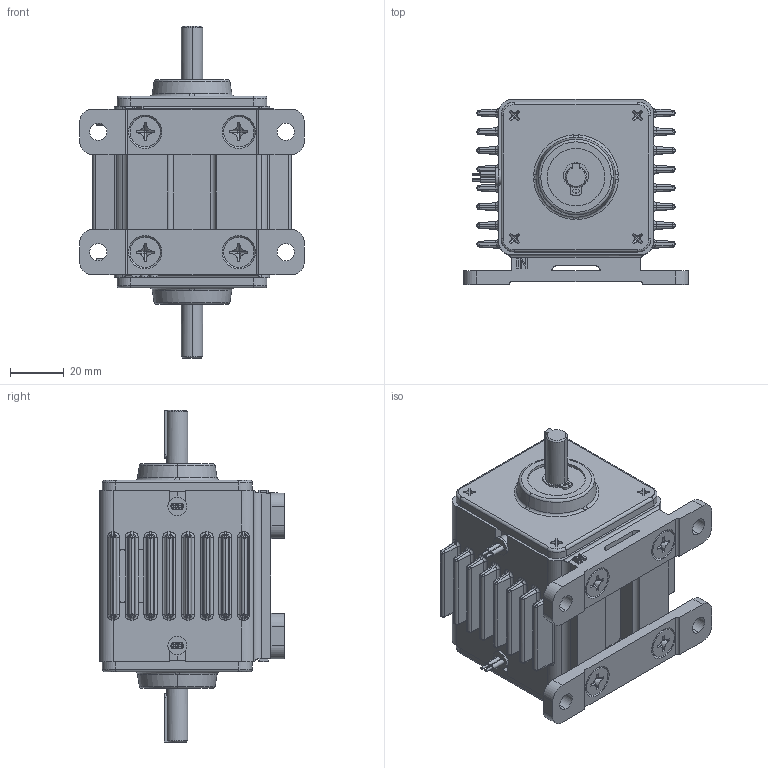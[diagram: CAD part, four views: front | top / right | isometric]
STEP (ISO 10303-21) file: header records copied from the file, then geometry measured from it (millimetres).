
FILE_DESCRIPTION (( 'STEP AP203' ), '1' );
FILE_NAME ('MP10.STEP', '2019-02-26T08:03:41', ( '' ), ( '' ), 'SwSTEP 2.0', 'SolidWorks 2018', '' );
FILE_SCHEMA (( 'CONFIG_CONTROL_DESIGN' ));
Length unit declared in the file: millimetre
Products named in the file (1): MP10
Bounding box: 84 x 69 x 124 mm (x, y, z)
Volume: 279913.2 mm3; surface area: 40728.9 mm2
Topology: 1 solids, 1 shells, 1117 faces, 2857 edges, 1706 vertices
Faces by surface type: plane 514, cylinder 284, bspline 164, cone 79, torus 76
Entity records: 66908 total; most frequent: CARTESIAN_POINT 41860, ORIENTED_EDGE 5554, DIRECTION 4599, EDGE_CURVE 2777, VERTEX_POINT 1706, AXIS2_PLACEMENT_3D 1581, VECTOR 1437, LINE 1437
